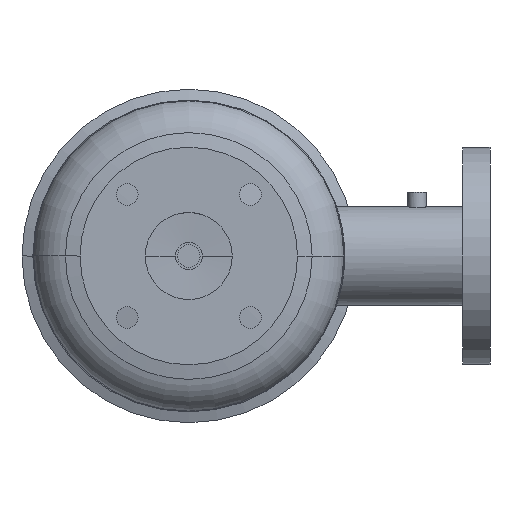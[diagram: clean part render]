
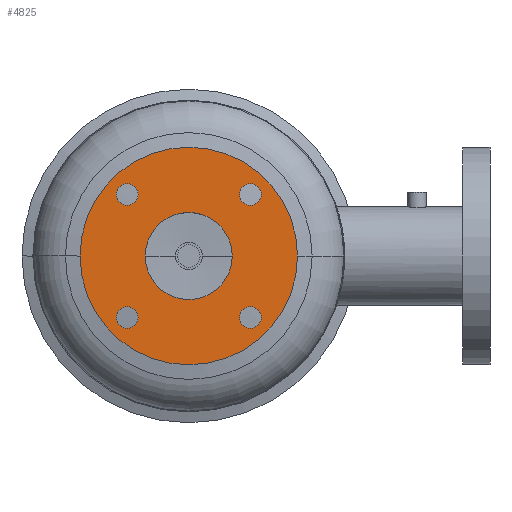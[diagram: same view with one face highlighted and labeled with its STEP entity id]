
A CAD part, front view. The second image highlights one B-rep face of the part: STEP entity #4825.
In plain terms, the highlighted planar face has unit normal (0, -1, 0).
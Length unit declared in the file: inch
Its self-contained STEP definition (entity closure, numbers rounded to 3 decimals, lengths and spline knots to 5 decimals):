
#1 = EDGE_CURVE ( 'NONE', #2505, #1062, #3299, .T. ) ;
#40 = EDGE_CURVE ( 'NONE', #5270, #604, #549, .T. ) ;
#45 = DIRECTION ( 'NONE',  ( 0., 1., 0. ) ) ;
#85 = DIRECTION ( 'NONE',  ( 0., -1., 0. ) ) ;
#108 = EDGE_CURVE ( 'NONE', #604, #5270, #5244, .T. ) ;
#133 = VERTEX_POINT ( 'NONE', #2032 ) ;
#150 = FACE_BOUND ( 'NONE', #5339, .T. ) ;
#213 = CARTESIAN_POINT ( 'NONE',  ( 2.49632, 0., 2.12132 ) ) ;
#237 = PLANE ( 'NONE',  #4226 ) ;
#295 = ORIENTED_EDGE ( 'NONE', *, *, #3468, .T. ) ;
#311 = ORIENTED_EDGE ( 'NONE', *, *, #40, .F. ) ;
#343 = DIRECTION ( 'NONE',  ( 0., -1., 0. ) ) ;
#378 = AXIS2_PLACEMENT_3D ( 'NONE', #3061, #4823, #2272 ) ;
#482 = DIRECTION ( 'NONE',  ( 1., 0., 0. ) ) ;
#548 = VERTEX_POINT ( 'NONE', #3657 ) ;
#549 = CIRCLE ( 'NONE', #3511, 0.375 ) ;
#598 = CARTESIAN_POINT ( 'NONE',  ( -2.12132, 0., -2.12132 ) ) ;
#604 = VERTEX_POINT ( 'NONE', #2484 ) ;
#661 = AXIS2_PLACEMENT_3D ( 'NONE', #2974, #85, #482 ) ;
#715 = CIRCLE ( 'NONE', #2339, 0.375 ) ;
#745 = AXIS2_PLACEMENT_3D ( 'NONE', #4765, #3101, #1352 ) ;
#872 = EDGE_LOOP ( 'NONE', ( #4648, #885 ) ) ;
#885 = ORIENTED_EDGE ( 'NONE', *, *, #1545, .F. ) ;
#909 = EDGE_CURVE ( 'NONE', #4233, #4032, #2238, .T. ) ;
#920 = EDGE_CURVE ( 'NONE', #5115, #548, #5173, .T. ) ;
#959 = DIRECTION ( 'NONE',  ( 0., -1., 0. ) ) ;
#986 = ORIENTED_EDGE ( 'NONE', *, *, #3729, .F. ) ;
#1035 = FACE_BOUND ( 'NONE', #4242, .T. ) ;
#1041 = CIRCLE ( 'NONE', #745, 0.375 ) ;
#1062 = VERTEX_POINT ( 'NONE', #2117 ) ;
#1091 = DIRECTION ( 'NONE',  ( 0., 1., 0. ) ) ;
#1093 = CARTESIAN_POINT ( 'NONE',  ( 0., 0., 0. ) ) ;
#1164 = CARTESIAN_POINT ( 'NONE',  ( 2.12132, 0., 2.12132 ) ) ;
#1233 = ORIENTED_EDGE ( 'NONE', *, *, #1, .T. ) ;
#1291 = CARTESIAN_POINT ( 'NONE',  ( 0., 0., 0. ) ) ;
#1352 = DIRECTION ( 'NONE',  ( 1., 0., 0. ) ) ;
#1400 = ORIENTED_EDGE ( 'NONE', *, *, #4036, .F. ) ;
#1540 = ORIENTED_EDGE ( 'NONE', *, *, #4365, .F. ) ;
#1545 = EDGE_CURVE ( 'NONE', #1603, #4312, #2182, .T. ) ;
#1571 = CIRCLE ( 'NONE', #5134, 3.75 ) ;
#1603 = VERTEX_POINT ( 'NONE', #4656 ) ;
#1640 = DIRECTION ( 'NONE',  ( 1., 0., 0. ) ) ;
#1667 = CARTESIAN_POINT ( 'NONE',  ( -2.49632, 0., -2.12132 ) ) ;
#1696 = FACE_BOUND ( 'NONE', #4311, .T. ) ;
#1712 = AXIS2_PLACEMENT_3D ( 'NONE', #4954, #3666, #2415 ) ;
#1817 = AXIS2_PLACEMENT_3D ( 'NONE', #1291, #45, #4232 ) ;
#1859 = DIRECTION ( 'NONE',  ( 0., -1., 0. ) ) ;
#1954 = DIRECTION ( 'NONE',  ( 1., 0., 0. ) ) ;
#1975 = AXIS2_PLACEMENT_3D ( 'NONE', #598, #959, #3520 ) ;
#1984 = CARTESIAN_POINT ( 'NONE',  ( 3.75, 0., 0. ) ) ;
#2012 = AXIS2_PLACEMENT_3D ( 'NONE', #3599, #1091, #1954 ) ;
#2032 = CARTESIAN_POINT ( 'NONE',  ( 2.49632, 0., -2.12132 ) ) ;
#2062 = ORIENTED_EDGE ( 'NONE', *, *, #108, .F. ) ;
#2089 = DIRECTION ( 'NONE',  ( 1., 0., 0. ) ) ;
#2093 = DIRECTION ( 'NONE',  ( 1., 0., 0. ) ) ;
#2117 = CARTESIAN_POINT ( 'NONE',  ( -1.5, 0., 0. ) ) ;
#2182 = CIRCLE ( 'NONE', #661, 0.375 ) ;
#2238 = CIRCLE ( 'NONE', #1975, 0.375 ) ;
#2272 = DIRECTION ( 'NONE',  ( 1., 0., 0. ) ) ;
#2339 = AXIS2_PLACEMENT_3D ( 'NONE', #5078, #4679, #2093 ) ;
#2352 = DIRECTION ( 'NONE',  ( 1., 0., 0. ) ) ;
#2399 = ORIENTED_EDGE ( 'NONE', *, *, #909, .F. ) ;
#2415 = DIRECTION ( 'NONE',  ( 1., 0., 0. ) ) ;
#2484 = CARTESIAN_POINT ( 'NONE',  ( 1.74632, 0., 2.12132 ) ) ;
#2486 = EDGE_CURVE ( 'NONE', #1062, #2505, #3344, .T. ) ;
#2505 = VERTEX_POINT ( 'NONE', #5072 ) ;
#2516 = DIRECTION ( 'NONE',  ( 0., -1., 0. ) ) ;
#2561 = CIRCLE ( 'NONE', #3532, 0.375 ) ;
#2686 = FACE_BOUND ( 'NONE', #872, .T. ) ;
#2768 = EDGE_CURVE ( 'NONE', #4312, #1603, #2561, .T. ) ;
#2917 = CARTESIAN_POINT ( 'NONE',  ( 0., 0., 0. ) ) ;
#2974 = CARTESIAN_POINT ( 'NONE',  ( -2.12132, 0., 2.12132 ) ) ;
#3061 = CARTESIAN_POINT ( 'NONE',  ( 0., 0., 0. ) ) ;
#3101 = DIRECTION ( 'NONE',  ( 0., -1., 0. ) ) ;
#3299 = CIRCLE ( 'NONE', #2012, 1.5 ) ;
#3344 = CIRCLE ( 'NONE', #1817, 1.5 ) ;
#3355 = ORIENTED_EDGE ( 'NONE', *, *, #2486, .T. ) ;
#3468 = EDGE_CURVE ( 'NONE', #548, #5115, #1571, .T. ) ;
#3511 = AXIS2_PLACEMENT_3D ( 'NONE', #1164, #5395, #4926 ) ;
#3520 = DIRECTION ( 'NONE',  ( 1., 0., 0. ) ) ;
#3524 = FACE_BOUND ( 'NONE', #3544, .T. ) ;
#3532 = AXIS2_PLACEMENT_3D ( 'NONE', #4549, #5025, #1640 ) ;
#3544 = EDGE_LOOP ( 'NONE', ( #1400, #986 ) ) ;
#3599 = CARTESIAN_POINT ( 'NONE',  ( 0., 0., 0. ) ) ;
#3657 = CARTESIAN_POINT ( 'NONE',  ( -3.75, 0., 0. ) ) ;
#3666 = DIRECTION ( 'NONE',  ( 0., -1., 0. ) ) ;
#3729 = EDGE_CURVE ( 'NONE', #4982, #133, #4810, .T. ) ;
#3831 = CARTESIAN_POINT ( 'NONE',  ( -1.74632, 0., -2.12132 ) ) ;
#3902 = CARTESIAN_POINT ( 'NONE',  ( -1.74632, 0., 2.12132 ) ) ;
#3907 = ORIENTED_EDGE ( 'NONE', *, *, #920, .T. ) ;
#4032 = VERTEX_POINT ( 'NONE', #1667 ) ;
#4036 = EDGE_CURVE ( 'NONE', #133, #4982, #715, .T. ) ;
#4200 = FACE_OUTER_BOUND ( 'NONE', #4990, .T. ) ;
#4226 = AXIS2_PLACEMENT_3D ( 'NONE', #1093, #1859, #2352 ) ;
#4232 = DIRECTION ( 'NONE',  ( 1., 0., 0. ) ) ;
#4233 = VERTEX_POINT ( 'NONE', #3831 ) ;
#4242 = EDGE_LOOP ( 'NONE', ( #1233, #3355 ) ) ;
#4311 = EDGE_LOOP ( 'NONE', ( #2399, #1540 ) ) ;
#4312 = VERTEX_POINT ( 'NONE', #3902 ) ;
#4365 = EDGE_CURVE ( 'NONE', #4032, #4233, #1041, .T. ) ;
#4501 = CARTESIAN_POINT ( 'NONE',  ( 2.12132, 0., 2.12132 ) ) ;
#4549 = CARTESIAN_POINT ( 'NONE',  ( -2.12132, 0., 2.12132 ) ) ;
#4648 = ORIENTED_EDGE ( 'NONE', *, *, #2768, .F. ) ;
#4656 = CARTESIAN_POINT ( 'NONE',  ( -2.49632, 0., 2.12132 ) ) ;
#4679 = DIRECTION ( 'NONE',  ( 0., -1., 0. ) ) ;
#4765 = CARTESIAN_POINT ( 'NONE',  ( -2.12132, 0., -2.12132 ) ) ;
#4810 = CIRCLE ( 'NONE', #1712, 0.375 ) ;
#4823 = DIRECTION ( 'NONE',  ( 0., -1., 0. ) ) ;
#4825 = ADVANCED_FACE ( 'NONE', ( #2686, #1696, #3524, #150, #4200, #1035 ), #237, .T. ) ;
#4926 = DIRECTION ( 'NONE',  ( 1., 0., 0. ) ) ;
#4954 = CARTESIAN_POINT ( 'NONE',  ( 2.12132, 0., -2.12132 ) ) ;
#4971 = CARTESIAN_POINT ( 'NONE',  ( 1.74632, 0., -2.12132 ) ) ;
#4982 = VERTEX_POINT ( 'NONE', #4971 ) ;
#4990 = EDGE_LOOP ( 'NONE', ( #3907, #295 ) ) ;
#5025 = DIRECTION ( 'NONE',  ( 0., -1., 0. ) ) ;
#5034 = AXIS2_PLACEMENT_3D ( 'NONE', #4501, #343, #5409 ) ;
#5072 = CARTESIAN_POINT ( 'NONE',  ( 1.5, 0., 0. ) ) ;
#5078 = CARTESIAN_POINT ( 'NONE',  ( 2.12132, 0., -2.12132 ) ) ;
#5115 = VERTEX_POINT ( 'NONE', #1984 ) ;
#5134 = AXIS2_PLACEMENT_3D ( 'NONE', #2917, #2516, #2089 ) ;
#5173 = CIRCLE ( 'NONE', #378, 3.75 ) ;
#5244 = CIRCLE ( 'NONE', #5034, 0.375 ) ;
#5270 = VERTEX_POINT ( 'NONE', #213 ) ;
#5339 = EDGE_LOOP ( 'NONE', ( #311, #2062 ) ) ;
#5395 = DIRECTION ( 'NONE',  ( 0., -1., 0. ) ) ;
#5409 = DIRECTION ( 'NONE',  ( 1., 0., 0. ) ) ;
